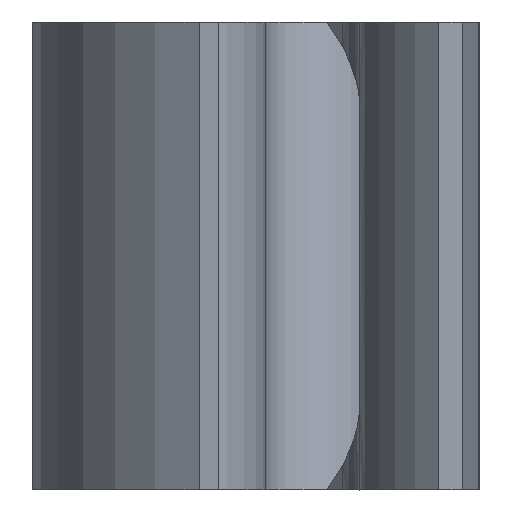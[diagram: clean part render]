
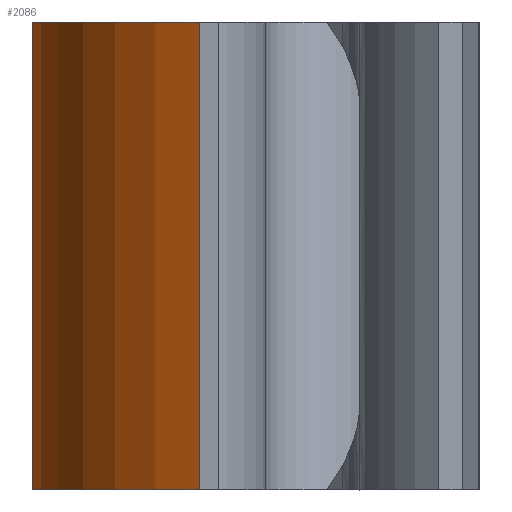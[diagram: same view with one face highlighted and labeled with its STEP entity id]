
A CAD part, left-side view. The second image highlights one B-rep face of the part: STEP entity #2086.
In plain terms, the highlighted cylindrical face has radius 8.992 mm (diameter 17.983 mm), a partial arc.
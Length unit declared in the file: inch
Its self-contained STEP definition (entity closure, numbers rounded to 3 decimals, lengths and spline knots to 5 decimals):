
#104 = DIRECTION ( 'NONE',  ( 0., 0., -1. ) ) ;
#128 = DIRECTION ( 'NONE',  ( -1., 0., 0. ) ) ;
#129 = CARTESIAN_POINT ( 'NONE',  ( -0.73473, 0.07073, 0. ) ) ;
#232 = AXIS2_PLACEMENT_3D ( 'NONE', #528, #104, #128 ) ;
#528 = CARTESIAN_POINT ( 'NONE',  ( -0.42686, -0.104, 0.5 ) ) ;
#538 = EDGE_CURVE ( 'NONE', #1477, #1084, #1377, .T. ) ;
#735 = VERTEX_POINT ( 'NONE', #1204 ) ;
#773 = EDGE_CURVE ( 'NONE', #735, #1849, #2042, .T. ) ;
#775 = CYLINDRICAL_SURFACE ( 'NONE', #232, 0.354 ) ;
#812 = ORIENTED_EDGE ( 'NONE', *, *, #1212, .F. ) ;
#867 = AXIS2_PLACEMENT_3D ( 'NONE', #1947, #1916, #1909 ) ;
#966 = CARTESIAN_POINT ( 'NONE',  ( -0.73473, 0.07073, 0.5 ) ) ;
#1084 = VERTEX_POINT ( 'NONE', #2486 ) ;
#1204 = CARTESIAN_POINT ( 'NONE',  ( -0.73473, 0.07073, 0.5 ) ) ;
#1212 = EDGE_CURVE ( 'NONE', #1477, #735, #1993, .T. ) ;
#1259 = DIRECTION ( 'NONE',  ( 0., 0., -1. ) ) ;
#1377 = LINE ( 'NONE', #2092, #2351 ) ;
#1453 = DIRECTION ( 'NONE',  ( 0., 0., -1. ) ) ;
#1477 = VERTEX_POINT ( 'NONE', #2428 ) ;
#1526 = VECTOR ( 'NONE', #1259, 39.37008 ) ;
#1619 = CIRCLE ( 'NONE', #2485, 0.354 ) ;
#1743 = ORIENTED_EDGE ( 'NONE', *, *, #773, .F. ) ;
#1779 = ORIENTED_EDGE ( 'NONE', *, *, #2252, .T. ) ;
#1849 = VERTEX_POINT ( 'NONE', #129 ) ;
#1871 = FACE_OUTER_BOUND ( 'NONE', #2394, .T. ) ;
#1909 = DIRECTION ( 'NONE',  ( 1., 0., 0. ) ) ;
#1916 = DIRECTION ( 'NONE',  ( 0., 0., 1. ) ) ;
#1947 = CARTESIAN_POINT ( 'NONE',  ( -0.42686, -0.104, 0.5 ) ) ;
#1975 = DIRECTION ( 'NONE',  ( 1., 0., 0. ) ) ;
#1985 = DIRECTION ( 'NONE',  ( 0., 0., 1. ) ) ;
#1993 = CIRCLE ( 'NONE', #867, 0.354 ) ;
#2004 = CARTESIAN_POINT ( 'NONE',  ( -0.42686, -0.104, 0. ) ) ;
#2042 = LINE ( 'NONE', #966, #1526 ) ;
#2086 = ADVANCED_FACE ( 'NONE', ( #1871 ), #775, .T. ) ;
#2092 = CARTESIAN_POINT ( 'NONE',  ( -0.14806, 0.11415, 0.5 ) ) ;
#2252 = EDGE_CURVE ( 'NONE', #1084, #1849, #1619, .T. ) ;
#2351 = VECTOR ( 'NONE', #1453, 39.37008 ) ;
#2394 = EDGE_LOOP ( 'NONE', ( #1779, #1743, #812, #2415 ) ) ;
#2415 = ORIENTED_EDGE ( 'NONE', *, *, #538, .T. ) ;
#2428 = CARTESIAN_POINT ( 'NONE',  ( -0.14806, 0.11415, 0.5 ) ) ;
#2485 = AXIS2_PLACEMENT_3D ( 'NONE', #2004, #1985, #1975 ) ;
#2486 = CARTESIAN_POINT ( 'NONE',  ( -0.14806, 0.11415, 0. ) ) ;
